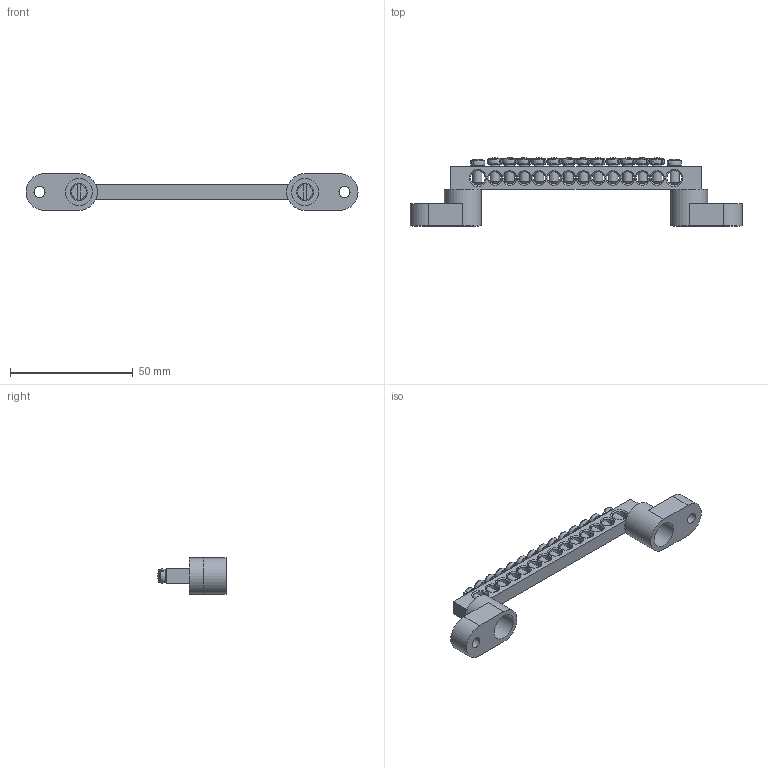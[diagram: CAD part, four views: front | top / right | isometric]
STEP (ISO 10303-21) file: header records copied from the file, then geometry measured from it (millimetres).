
FILE_DESCRIPTION(/* description */ (''),/* implementation_level */ '2;1');
FILE_NAME(/* name */ 'Шина PE 6х9-14_2 на двух угловых изоляторах.stp',/* time_stamp */ '2021-04-12T22:31:33+03:00',/* author */ ('Admin'),/* organization */ (''),/* preprocessor_version */ 'ST-DEVELOPER v15.6',/* originating_system */ 'Autodesk Inventor 2015',/* authorisation */ '');
FILE_SCHEMA (('AUTOMOTIVE_DESIGN { 1 0 10303 214 3 1 1 }'));
Length unit declared in the file: millimetre
Products named in the file (5): 6х9-14_2; Винт M4x8; Изолятор \X2\04430433043B
 желтый; DIN 84 - M4 x 10; Шина PE, N на двух 
угловых \X2\04380437043E043B044F0442043E0440

Assembly tree (19 placements, depth 2):
  Шина PE, N на двух 
угловых \X2\04380437043E043B044F0442043E0440

    6х9-14_2
    Винт M4x8  x14
    Изолятор \X2\04430433043B
 желтый  x2
    DIN 84 - M4 x 10  x2
Bounding box: 135 x 27.65 x 15 mm (x, y, z)
Volume: 12349.2 mm3; surface area: 11857.3 mm2
Topology: 19 solids, 19 shells, 464 faces, 1200 edges, 792 vertices
Faces by surface type: plane 242, cone 76, cylinder 58, torus 46, sphere 28, bspline 14
Full cylindrical faces by diameter (mm): 3.242 x16, 3.621 x2, 3.9 x14, 4 x2, 4.5 x4, 5 x12, 6 x2, 11 x2, 15 x2
Entity records: 3963 total; most frequent: CARTESIAN_POINT 1113, DIRECTION 576, ORIENTED_EDGE 410, AXIS2_PLACEMENT_3D 265, EDGE_LOOP 251, EDGE_CURVE 205, VERTEX_POINT 172, FACE_BOUND 137
